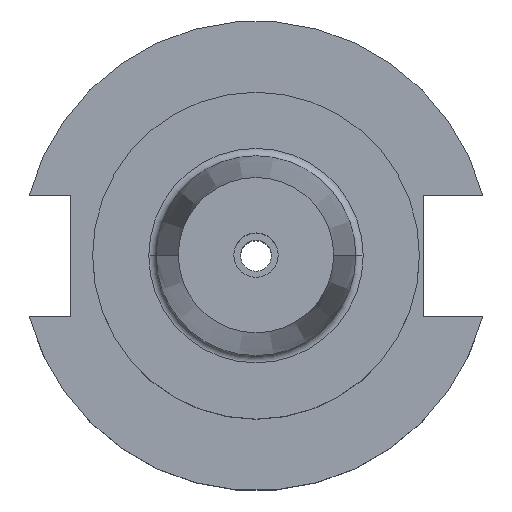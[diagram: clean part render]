
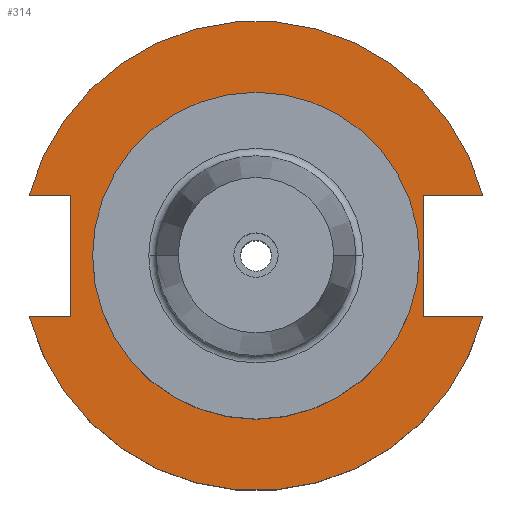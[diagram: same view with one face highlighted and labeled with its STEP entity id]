
A CAD part, top view. The second image highlights one B-rep face of the part: STEP entity #314.
In plain terms, the highlighted planar face has unit normal (0, 0, 1).
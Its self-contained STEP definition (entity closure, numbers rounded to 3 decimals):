
#2 = CARTESIAN_POINT ( 'NONE',  ( -25.091, 8.191, 19.05 ) ) ;
#13 = DIRECTION ( 'NONE',  ( 1., 0., 0. ) ) ;
#15 = DIRECTION ( 'NONE',  ( 0., -1., 0. ) ) ;
#21 = EDGE_CURVE ( 'NONE', #1659, #574, #684, .T. ) ;
#64 = AXIS2_PLACEMENT_3D ( 'NONE', #953, #711, #689 ) ;
#84 = VERTEX_POINT ( 'NONE', #913 ) ;
#86 = VECTOR ( 'NONE', #1597, 1000. ) ;
#101 = LINE ( 'NONE', #149, #375 ) ;
#106 = FACE_BOUND ( 'NONE', #415, .T. ) ;
#110 = ORIENTED_EDGE ( 'NONE', *, *, #1428, .T. ) ;
#112 = CIRCLE ( 'NONE', #341, 31.75 ) ;
#122 = CIRCLE ( 'NONE', #377, 22.1 ) ;
#123 = ORIENTED_EDGE ( 'NONE', *, *, #1460, .F. ) ;
#125 = CARTESIAN_POINT ( 'NONE',  ( -22.1, 0., 19.05 ) ) ;
#149 = CARTESIAN_POINT ( 'NONE',  ( -25.091, 8.191, 19.05 ) ) ;
#205 = CARTESIAN_POINT ( 'NONE',  ( -30.675, -8.191, 19.05 ) ) ;
#215 = CARTESIAN_POINT ( 'NONE',  ( 0., 8.191, 19.05 ) ) ;
#223 = ORIENTED_EDGE ( 'NONE', *, *, #536, .F. ) ;
#228 = CARTESIAN_POINT ( 'NONE',  ( 22.606, 22.1, 19.05 ) ) ;
#281 = AXIS2_PLACEMENT_3D ( 'NONE', #1390, #1376, #1363 ) ;
#314 = ADVANCED_FACE ( 'NONE', ( #106, #835 ), #1395, .F. ) ;
#341 = AXIS2_PLACEMENT_3D ( 'NONE', #1676, #1535, #1280 ) ;
#375 = VECTOR ( 'NONE', #15, 1000. ) ;
#377 = AXIS2_PLACEMENT_3D ( 'NONE', #1647, #1638, #1531 ) ;
#391 = ORIENTED_EDGE ( 'NONE', *, *, #21, .T. ) ;
#410 = LINE ( 'NONE', #1308, #1093 ) ;
#415 = EDGE_LOOP ( 'NONE', ( #667, #888 ) ) ;
#457 = CIRCLE ( 'NONE', #967, 22.1 ) ;
#458 = LINE ( 'NONE', #228, #86 ) ;
#515 = EDGE_CURVE ( 'NONE', #1225, #1684, #457, .T. ) ;
#535 = ORIENTED_EDGE ( 'NONE', *, *, #1232, .T. ) ;
#536 = EDGE_CURVE ( 'NONE', #1629, #735, #410, .T. ) ;
#574 = VERTEX_POINT ( 'NONE', #2 ) ;
#622 = DIRECTION ( 'NONE',  ( 1., 0., 0. ) ) ;
#652 = CARTESIAN_POINT ( 'NONE',  ( 22.1, 0., 19.05 ) ) ;
#667 = ORIENTED_EDGE ( 'NONE', *, *, #960, .F. ) ;
#675 = VECTOR ( 'NONE', #1671, 1000. ) ;
#684 = LINE ( 'NONE', #1028, #1713 ) ;
#689 = DIRECTION ( 'NONE',  ( 1., 0., 0. ) ) ;
#711 = DIRECTION ( 'NONE',  ( 0., 0., 1. ) ) ;
#735 = VERTEX_POINT ( 'NONE', #1095 ) ;
#759 = CARTESIAN_POINT ( 'NONE',  ( 0., 0., 19.05 ) ) ;
#813 = LINE ( 'NONE', #1369, #955 ) ;
#815 = ORIENTED_EDGE ( 'NONE', *, *, #1154, .T. ) ;
#835 = FACE_OUTER_BOUND ( 'NONE', #1678, .T. ) ;
#845 = VERTEX_POINT ( 'NONE', #1079 ) ;
#888 = ORIENTED_EDGE ( 'NONE', *, *, #515, .F. ) ;
#913 = CARTESIAN_POINT ( 'NONE',  ( 30.675, -8.191, 19.05 ) ) ;
#953 = CARTESIAN_POINT ( 'NONE',  ( 0., 0., 19.05 ) ) ;
#955 = VECTOR ( 'NONE', #13, 1000. ) ;
#960 = EDGE_CURVE ( 'NONE', #1684, #1225, #122, .T. ) ;
#967 = AXIS2_PLACEMENT_3D ( 'NONE', #759, #1568, #622 ) ;
#973 = VERTEX_POINT ( 'NONE', #1755 ) ;
#1028 = CARTESIAN_POINT ( 'NONE',  ( -61.091, 8.191, 19.05 ) ) ;
#1048 = CARTESIAN_POINT ( 'NONE',  ( -30.675, 8.191, 19.05 ) ) ;
#1069 = EDGE_CURVE ( 'NONE', #973, #84, #813, .T. ) ;
#1073 = LINE ( 'NONE', #215, #675 ) ;
#1079 = CARTESIAN_POINT ( 'NONE',  ( 30.675, 8.191, 19.05 ) ) ;
#1093 = VECTOR ( 'NONE', #1431, 1000. ) ;
#1095 = CARTESIAN_POINT ( 'NONE',  ( -25.091, -8.191, 19.05 ) ) ;
#1154 = EDGE_CURVE ( 'NONE', #845, #1659, #1553, .T. ) ;
#1172 = ORIENTED_EDGE ( 'NONE', *, *, #1695, .T. ) ;
#1210 = ORIENTED_EDGE ( 'NONE', *, *, #1069, .F. ) ;
#1225 = VERTEX_POINT ( 'NONE', #125 ) ;
#1232 = EDGE_CURVE ( 'NONE', #574, #735, #101, .T. ) ;
#1265 = DIRECTION ( 'NONE',  ( 1., 0., 0. ) ) ;
#1280 = DIRECTION ( 'NONE',  ( 1., 0., 0. ) ) ;
#1308 = CARTESIAN_POINT ( 'NONE',  ( -61.091, -8.191, 19.05 ) ) ;
#1335 = CARTESIAN_POINT ( 'NONE',  ( 22.606, 8.191, 19.05 ) ) ;
#1363 = DIRECTION ( 'NONE',  ( -1., 0., 0. ) ) ;
#1369 = CARTESIAN_POINT ( 'NONE',  ( 0., -8.191, 19.05 ) ) ;
#1376 = DIRECTION ( 'NONE',  ( 0., 0., -1. ) ) ;
#1390 = CARTESIAN_POINT ( 'NONE',  ( 0., 22.1, 19.05 ) ) ;
#1395 = PLANE ( 'NONE',  #281 ) ;
#1428 = EDGE_CURVE ( 'NONE', #1629, #84, #112, .T. ) ;
#1431 = DIRECTION ( 'NONE',  ( 1., 0., 0. ) ) ;
#1460 = EDGE_CURVE ( 'NONE', #845, #1627, #1073, .T. ) ;
#1531 = DIRECTION ( 'NONE',  ( 1., 0., 0. ) ) ;
#1535 = DIRECTION ( 'NONE',  ( 0., 0., 1. ) ) ;
#1553 = CIRCLE ( 'NONE', #64, 31.75 ) ;
#1568 = DIRECTION ( 'NONE',  ( 0., 0., 1. ) ) ;
#1597 = DIRECTION ( 'NONE',  ( 0., 1., 0. ) ) ;
#1627 = VERTEX_POINT ( 'NONE', #1335 ) ;
#1629 = VERTEX_POINT ( 'NONE', #205 ) ;
#1638 = DIRECTION ( 'NONE',  ( 0., 0., 1. ) ) ;
#1647 = CARTESIAN_POINT ( 'NONE',  ( 0., 0., 19.05 ) ) ;
#1659 = VERTEX_POINT ( 'NONE', #1048 ) ;
#1671 = DIRECTION ( 'NONE',  ( -1., 0., 0. ) ) ;
#1676 = CARTESIAN_POINT ( 'NONE',  ( 0., 0., 19.05 ) ) ;
#1678 = EDGE_LOOP ( 'NONE', ( #535, #223, #110, #1210, #1172, #123, #815, #391 ) ) ;
#1684 = VERTEX_POINT ( 'NONE', #652 ) ;
#1695 = EDGE_CURVE ( 'NONE', #973, #1627, #458, .T. ) ;
#1713 = VECTOR ( 'NONE', #1265, 1000. ) ;
#1755 = CARTESIAN_POINT ( 'NONE',  ( 22.606, -8.191, 19.05 ) ) ;
